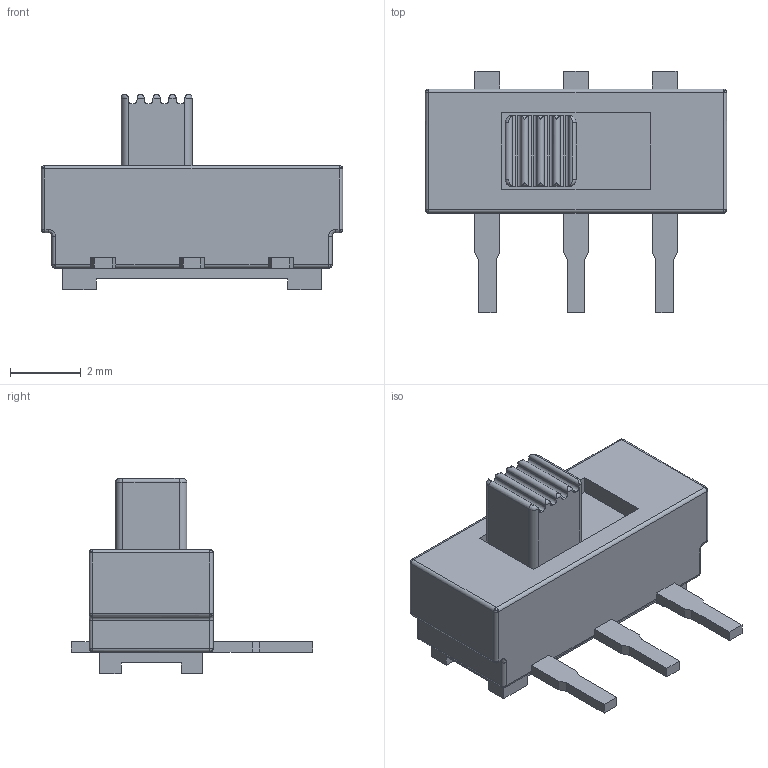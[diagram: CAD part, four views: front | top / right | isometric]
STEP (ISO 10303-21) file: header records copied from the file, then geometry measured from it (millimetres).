
FILE_DESCRIPTION (( 'STEP AP214' ), '1' );
FILE_NAME ('E51E06E2-4104-4B0B-8F1C-3F00A5483682.STEP', '2024-10-28T03:59:39', ( '' ), ( '' ), 'SwSTEP 2.0', 'SolidWorks 2022', '' );
FILE_SCHEMA (( 'AUTOMOTIVE_DESIGN' ));
Length unit declared in the file: millimetre
Products named in the file (1): E51E06E2-4104-4B0B-8F1C-3F00A5483682
Bounding box: 8.5 x 6.8 x 5.5 mm (x, y, z)
Volume: 97.7 mm3; surface area: 180 mm2
Topology: 1 solids, 1 shells, 170 faces, 447 edges, 258 vertices
Faces by surface type: plane 84, cylinder 54, bspline 29, torus 3
Entity records: 5927 total; most frequent: CARTESIAN_POINT 1413, ORIENTED_EDGE 846, DIRECTION 799, EDGE_CURVE 423, LINE 291, VECTOR 291, VERTEX_POINT 258, AXIS2_PLACEMENT_3D 254
